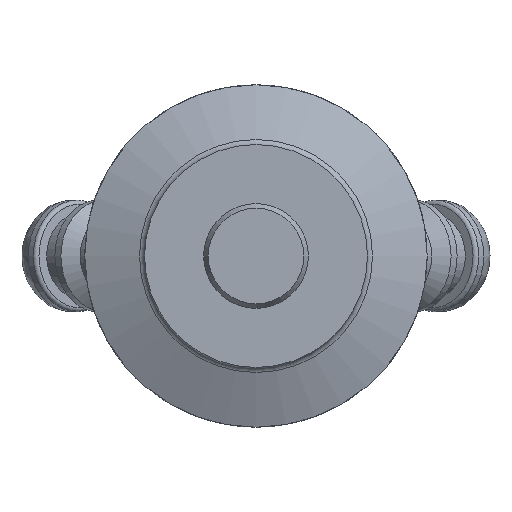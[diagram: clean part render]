
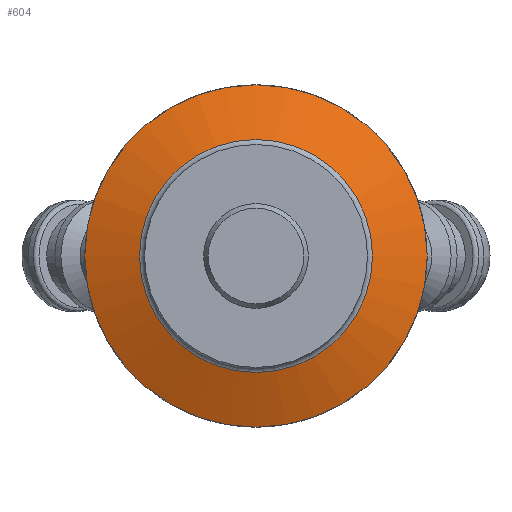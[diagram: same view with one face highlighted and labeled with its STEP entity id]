
A CAD part, front view. The second image highlights one B-rep face of the part: STEP entity #604.
In plain terms, the highlighted conical face has half-angle 68.199 degrees and reference radius 17.75 mm.
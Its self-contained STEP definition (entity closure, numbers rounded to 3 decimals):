
#23=CONICAL_SURFACE('',#693,17.75,1.19);
#52=LINE('',#1070,#74);
#74=VECTOR('',#843,17.75);
#123=FACE_OUTER_BOUND('',#164,.T.);
#164=EDGE_LOOP('',(#443,#444,#445,#446,#447));
#199=CIRCLE('',#683,21.5);
#203=CIRCLE('',#690,14.629);
#204=CIRCLE('',#691,14.629);
#259=VERTEX_POINT('',#1052);
#262=VERTEX_POINT('',#1062);
#263=VERTEX_POINT('',#1064);
#321=EDGE_CURVE('',#259,#259,#199,.T.);
#325=EDGE_CURVE('',#262,#263,#203,.T.);
#326=EDGE_CURVE('',#263,#262,#204,.T.);
#328=EDGE_CURVE('',#259,#263,#52,.T.);
#443=ORIENTED_EDGE('',*,*,#321,.F.);
#444=ORIENTED_EDGE('',*,*,#328,.T.);
#445=ORIENTED_EDGE('',*,*,#325,.F.);
#446=ORIENTED_EDGE('',*,*,#326,.F.);
#447=ORIENTED_EDGE('',*,*,#328,.F.);
#604=ADVANCED_FACE('',(#123),#23,.T.);
#683=AXIS2_PLACEMENT_3D('',#1054,#820,#821);
#690=AXIS2_PLACEMENT_3D('',#1065,#834,#835);
#691=AXIS2_PLACEMENT_3D('',#1066,#836,#837);
#693=AXIS2_PLACEMENT_3D('',#1069,#841,#842);
#820=DIRECTION('center_axis',(0.,1.,0.));
#821=DIRECTION('ref_axis',(-1.,0.,0.));
#834=DIRECTION('center_axis',(0.,-1.,0.));
#835=DIRECTION('ref_axis',(1.,0.,0.));
#836=DIRECTION('center_axis',(0.,-1.,0.));
#837=DIRECTION('ref_axis',(1.,0.,0.));
#841=DIRECTION('center_axis',(0.,1.,0.));
#842=DIRECTION('ref_axis',(-1.,0.,0.));
#843=DIRECTION('',(-0.928,-0.371,0.));
#1052=CARTESIAN_POINT('',(21.5,15.,0.));
#1054=CARTESIAN_POINT('Origin',(0.,15.,0.));
#1062=CARTESIAN_POINT('',(0.,12.251,-14.629));
#1064=CARTESIAN_POINT('',(14.629,12.251,0.));
#1065=CARTESIAN_POINT('Origin',(0.,12.251,0.));
#1066=CARTESIAN_POINT('Origin',(0.,12.251,0.));
#1069=CARTESIAN_POINT('Origin',(0.,13.5,0.));
#1070=CARTESIAN_POINT('',(17.75,13.5,0.));
